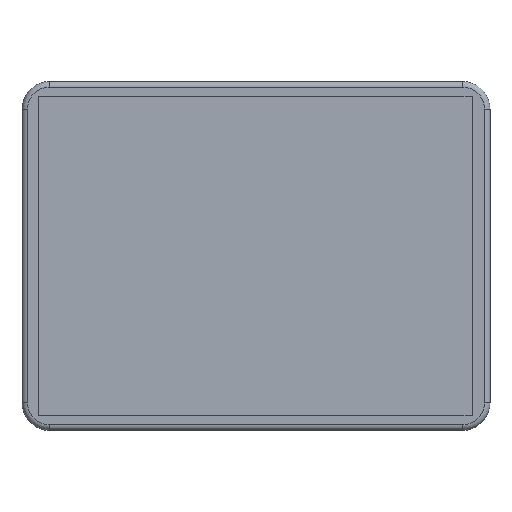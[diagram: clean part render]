
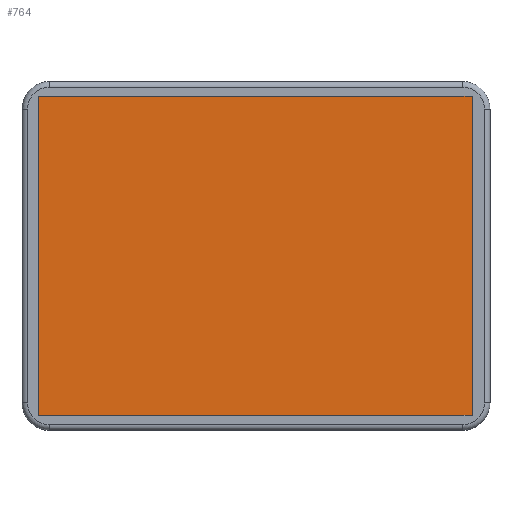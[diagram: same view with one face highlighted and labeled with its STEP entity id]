
A CAD part, top view. The second image highlights one B-rep face of the part: STEP entity #764.
In plain terms, the highlighted planar face has unit normal (0, 0, 1).
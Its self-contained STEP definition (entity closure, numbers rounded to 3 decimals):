
#49=PLANE('',#875);
#96=FACE_OUTER_BOUND('',#151,.T.);
#151=EDGE_LOOP('',(#684,#685,#686,#687));
#177=LINE('',#1193,#234);
#180=LINE('',#1198,#237);
#210=LINE('',#1341,#267);
#211=LINE('',#1343,#268);
#234=VECTOR('',#937,10.);
#237=VECTOR('',#942,10.);
#267=VECTOR('',#1122,10.);
#268=VECTOR('',#1125,10.);
#339=VERTEX_POINT('',#1190);
#340=VERTEX_POINT('',#1192);
#341=VERTEX_POINT('',#1196);
#379=VERTEX_POINT('',#1339);
#409=EDGE_CURVE('',#339,#340,#177,.T.);
#412=EDGE_CURVE('',#341,#339,#180,.T.);
#483=EDGE_CURVE('',#379,#341,#210,.T.);
#484=EDGE_CURVE('',#340,#379,#211,.T.);
#684=ORIENTED_EDGE('',*,*,#412,.F.);
#685=ORIENTED_EDGE('',*,*,#483,.F.);
#686=ORIENTED_EDGE('',*,*,#484,.F.);
#687=ORIENTED_EDGE('',*,*,#409,.F.);
#764=ADVANCED_FACE('',(#96),#49,.T.);
#875=AXIS2_PLACEMENT_3D('',#1342,#1123,#1124);
#937=DIRECTION('',(0.,-1.,0.));
#942=DIRECTION('',(1.,0.,0.));
#1122=DIRECTION('',(0.,1.,0.));
#1123=DIRECTION('center_axis',(0.,0.,1.));
#1124=DIRECTION('ref_axis',(1.,0.,0.));
#1125=DIRECTION('',(-1.,0.,0.));
#1190=CARTESIAN_POINT('',(17.04,17.396,-8.5));
#1192=CARTESIAN_POINT('',(17.04,-17.367,-8.5));
#1193=CARTESIAN_POINT('',(17.04,-8.676,-8.5));
#1196=CARTESIAN_POINT('',(-30.245,17.396,-8.5));
#1198=CARTESIAN_POINT('',(5.219,17.396,-8.5));
#1339=CARTESIAN_POINT('',(-30.245,-17.367,-8.5));
#1341=CARTESIAN_POINT('',(-30.245,8.705,-8.5));
#1342=CARTESIAN_POINT('Origin',(-6.602,0.015,-8.5));
#1343=CARTESIAN_POINT('',(-18.424,-17.367,-8.5));
